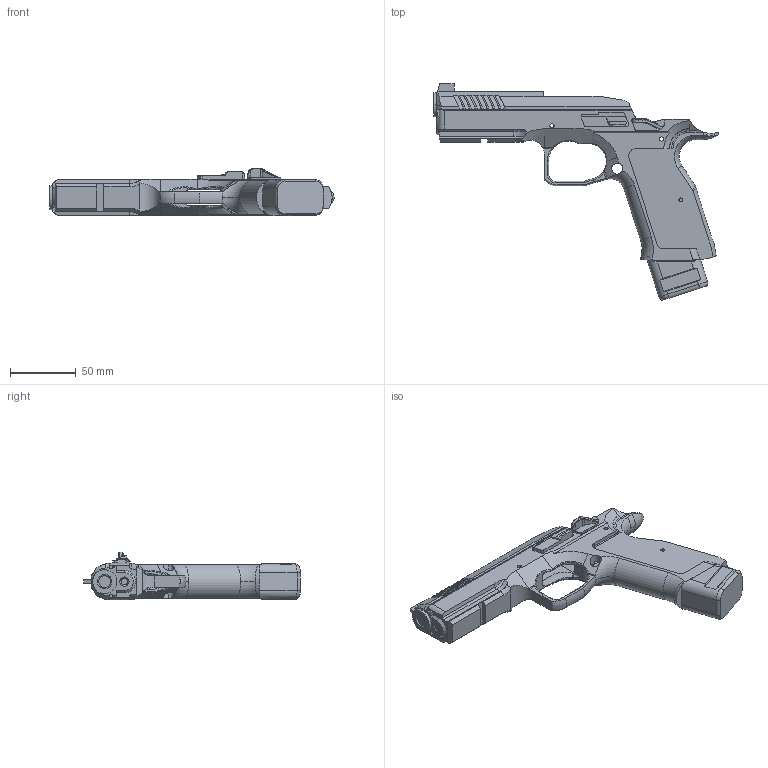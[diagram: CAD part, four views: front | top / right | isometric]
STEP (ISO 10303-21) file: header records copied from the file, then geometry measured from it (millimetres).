
FILE_DESCRIPTION (( 'STEP AP214' ), '1' );
FILE_NAME ('CZS2_grip.STEP', '2024-03-22T03:23:43', ( '' ), ( '' ), 'SwSTEP 2.0', 'SolidWorks 2022', '' );
FILE_SCHEMA (( 'AUTOMOTIVE_DESIGN' ));
Length unit declared in the file: millimetre
Products named in the file (1): CZS2_grip
Bounding box: 216.19 x 164.85 x 36.4 mm (x, y, z)
Volume: 101758 mm3; surface area: 70004.2 mm2
Topology: 1 solids, 1 shells, 566 faces, 1611 edges, 1038 vertices
Faces by surface type: plane 319, cylinder 154, bspline 39, torus 36, cone 16, sphere 2
Entity records: 20484 total; most frequent: CARTESIAN_POINT 6203, ORIENTED_EDGE 3214, DIRECTION 2733, EDGE_CURVE 1607, VERTEX_POINT 1038, VECTOR 1007, LINE 1007, AXIS2_PLACEMENT_3D 863
